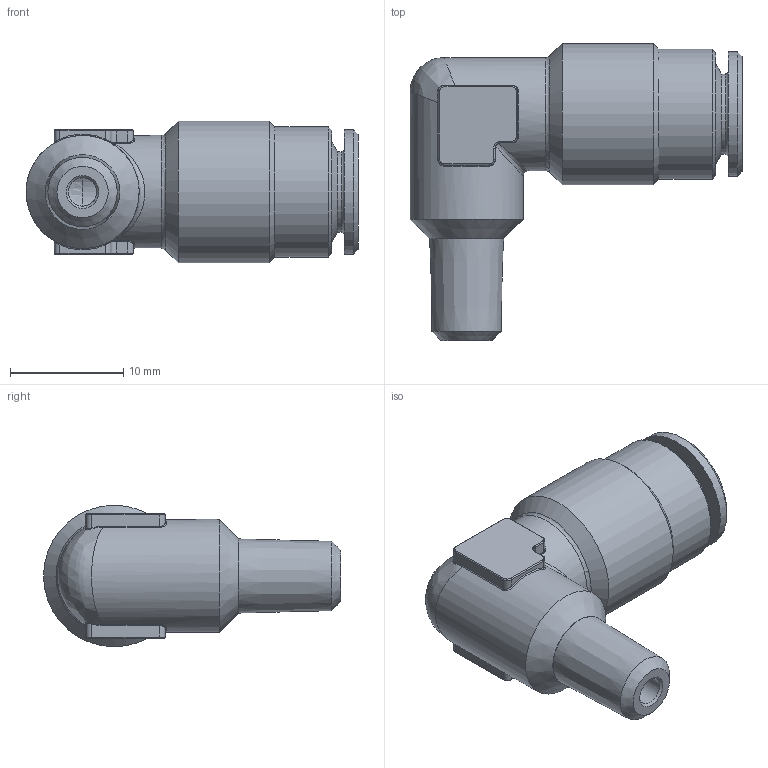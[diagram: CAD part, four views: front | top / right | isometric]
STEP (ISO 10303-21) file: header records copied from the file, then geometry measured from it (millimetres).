
FILE_DESCRIPTION(( 'HP.14.06.M6.stp' ), '1');
FILE_NAME( 'HP.14.06.M6.stp', '2019-06-19T14:12:52',( 'Sopra'),('sopra-pneumatic.com'), 'SwSTEP 2.0','SolidWorks 2009','' );
FILE_SCHEMA( ( 'CONFIG_CONTROL_DESIGN' ) );
Length unit declared in the file: millimetre
Products named in the file (1): Taglia-Rivoluzione1
Bounding box: 29.34 x 26.25 x 12.5 mm (x, y, z)
Volume: 2783.3 mm3; surface area: 2245 mm2
Topology: 1 solids, 1 shells, 112 faces, 257 edges, 148 vertices
Faces by surface type: cylinder 41, bspline 22, plane 19, torus 18, cone 11, sphere 1
Full cylindrical faces by diameter (mm): 2.5 x1, 5 x1, 6.15 x1, 7.1 x1, 10 x2, 11 x1, 11.5 x1, 12.5 x1
Entity records: 3667 total; most frequent: CARTESIAN_POINT 1358, DIRECTION 476, ORIENTED_EDGE 448, EDGE_CURVE 224, AXIS2_PLACEMENT_3D 206, EDGE_LOOP 139, VERTEX_POINT 139, FACE_OUTER_BOUND 123
